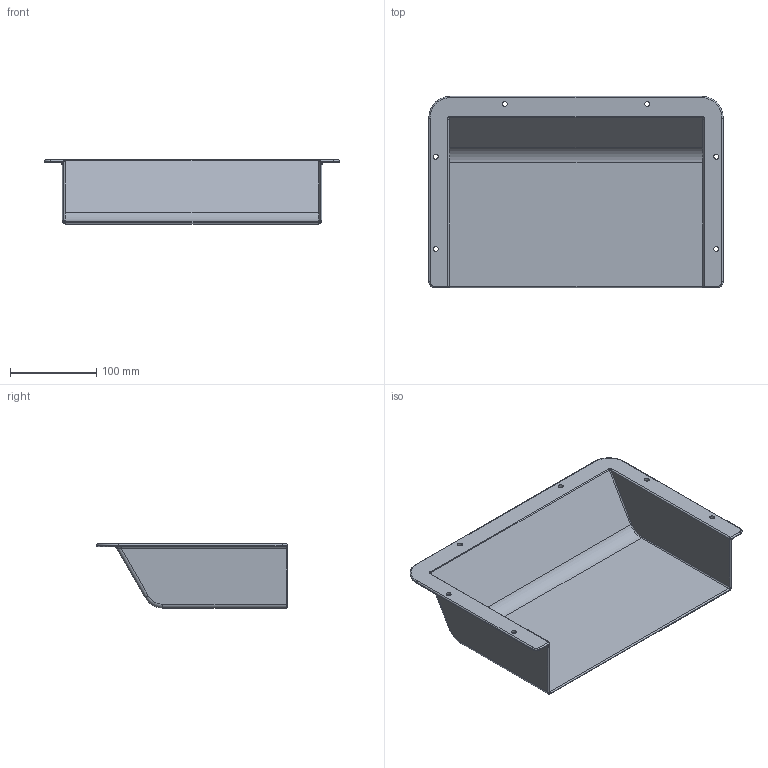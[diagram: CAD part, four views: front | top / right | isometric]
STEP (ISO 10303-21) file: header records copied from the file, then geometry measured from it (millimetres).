
FILE_DESCRIPTION (( 'STEP AP203' ), '1' );
FILE_NAME ('SHROUD_22MAR2019.STEP', '2019-03-22T19:54:58', ( 'GCX' ), ( 'Microsoft' ), 'SwSTEP 2.0', 'SolidWorks 2018', '' );
FILE_SCHEMA (( 'CONFIG_CONTROL_DESIGN' ));
Length unit declared in the file: millimetre
Products named in the file (1): SHROUD_22MAR2019
Bounding box: 340.82 x 221.2 x 74.3 mm (x, y, z)
Volume: 352250.8 mm3; surface area: 224260.6 mm2
Topology: 1 solids, 1 shells, 86 faces, 204 edges, 118 vertices
Faces by surface type: cylinder 46, plane 14, torus 14, bspline 10, sphere 2
Entity records: 3315 total; most frequent: CARTESIAN_POINT 1251, DIRECTION 442, ORIENTED_EDGE 404, EDGE_CURVE 202, AXIS2_PLACEMENT_3D 179, VERTEX_POINT 118, CIRCLE 102, EDGE_LOOP 98
